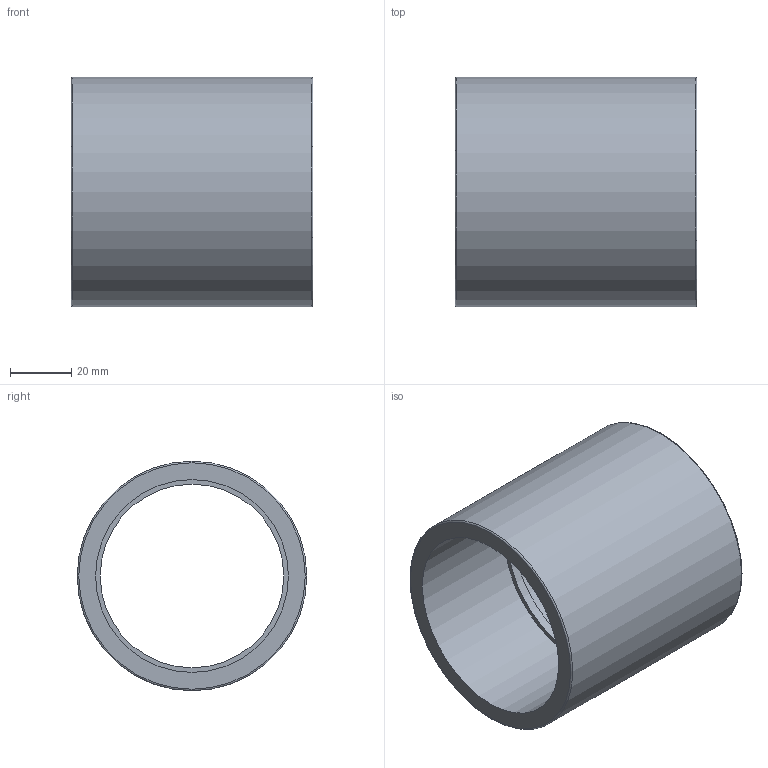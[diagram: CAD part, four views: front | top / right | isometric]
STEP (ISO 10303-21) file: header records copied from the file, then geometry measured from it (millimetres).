
FILE_DESCRIPTION(/* description */ ('PVC Coupling, Ø63, PN16'),/* implementation_level */ '2;1');
FILE_NAME(/* name */ 'SO10U-063',/* time_stamp */ '2022-05-11T16:00:56+02:00',/* author */ ('COAB Solutions'),/* organization */ ('GPA Flowsystem'),/* preprocessor_version */ 'ST-DEVELOPER v18.1',/* originating_system */ 'www.coabsolution.com',/* authorisation */ '');
FILE_SCHEMA (('AUTOMOTIVE_DESIGN { 1 0 10303 214 3 1 1 }'));
Length unit declared in the file: millimetre
Products named in the file (1): SO10U-063
Bounding box: 79 x 75 x 75 mm (x, y, z)
Volume: 103593.2 mm3; surface area: 37300.9 mm2
Topology: 1 solids, 1 shells, 10 faces, 18 edges, 12 vertices
Faces by surface type: cylinder 4, plane 4, torus 2
Full cylindrical faces by diameter (mm): 60 x1, 63 x2, 75 x1
Entity records: 301 total; most frequent: DIRECTION 54, CARTESIAN_POINT 41, ORIENTED_EDGE 36, AXIS2_PLACEMENT_3D 25, EDGE_CURVE 18, EDGE_LOOP 14, CIRCLE 14, VERTEX_POINT 12
